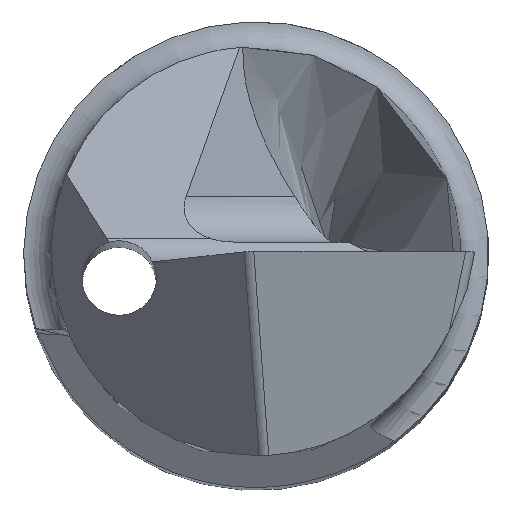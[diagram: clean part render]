
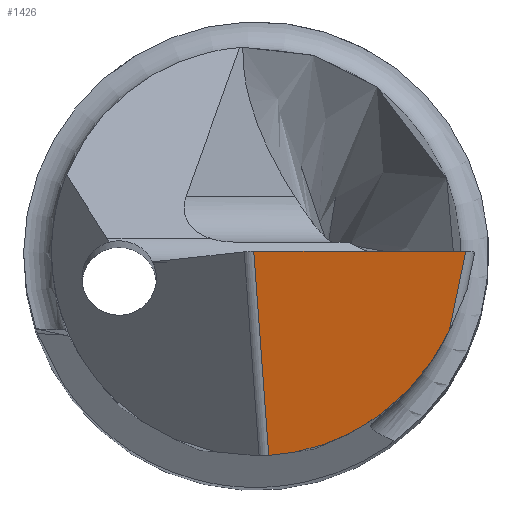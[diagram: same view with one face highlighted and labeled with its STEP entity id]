
A CAD part, top view. The second image highlights one B-rep face of the part: STEP entity #1426.
In plain terms, the highlighted planar face has unit normal (-0.004, -0.174, 0.985).
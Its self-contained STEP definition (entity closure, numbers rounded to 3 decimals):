
#17 = CARTESIAN_POINT ( 'NONE',  ( -0.026, -0.003, 41.994 ) ) ;
#45 = CARTESIAN_POINT ( 'NONE',  ( 0.981, -1.969, 41.651 ) ) ;
#73 = AXIS2_PLACEMENT_3D ( 'NONE', #706, #581, #910 ) ;
#96 = CARTESIAN_POINT ( 'NONE',  ( 0.135, -2.196, 41.608 ) ) ;
#98 = EDGE_CURVE ( 'NONE', #858, #1263, #553, .T. ) ;
#224 = VERTEX_POINT ( 'NONE', #899 ) ;
#229 = CARTESIAN_POINT ( 'NONE',  ( 1.464, -1.728, 41.696 ) ) ;
#249 = CARTESIAN_POINT ( 'NONE',  ( 0.716, -2.101, 41.627 ) ) ;
#256 = CARTESIAN_POINT ( 'NONE',  ( 0.135, -2.196, 41.608 ) ) ;
#276 = ORIENTED_EDGE ( 'NONE', *, *, #98, .F. ) ;
#299 = EDGE_CURVE ( 'NONE', #1263, #811, #612, .T. ) ;
#312 = CARTESIAN_POINT ( 'NONE',  ( -0.033, 0.098, 42.011 ) ) ;
#319 = CARTESIAN_POINT ( 'NONE',  ( 2.183, -0.34, 41.944 ) ) ;
#390 = CARTESIAN_POINT ( 'NONE',  ( 0.43, -2.178, 41.612 ) ) ;
#440 = DIRECTION ( 'NONE',  ( 0.072, -0.982, -0.173 ) ) ;
#498 = ORIENTED_EDGE ( 'NONE', *, *, #1348, .T. ) ;
#544 = VERTEX_POINT ( 'NONE', #17 ) ;
#553 =( BOUNDED_CURVE ( )  B_SPLINE_CURVE ( 3, ( #1428, #771, #229, #794 ),
 .UNSPECIFIED., .F., .T. ) 
 B_SPLINE_CURVE_WITH_KNOTS ( ( 4, 4 ),
 ( 5.134, 5.797 ),
 .UNSPECIFIED. ) 
 CURVE ( )  GEOMETRIC_REPRESENTATION_ITEM ( )  RATIONAL_B_SPLINE_CURVE ( ( 1., 0.964, 0.964, 1. ) ) 
 REPRESENTATION_ITEM ( '' )  );
#561 = ORIENTED_EDGE ( 'NONE', *, *, #299, .F. ) ;
#575 = PLANE ( 'NONE',  #73 ) ;
#581 = DIRECTION ( 'NONE',  ( -0.004, -0.174, 0.985 ) ) ;
#612 =( BOUNDED_CURVE ( )  B_SPLINE_CURVE ( 3, ( #713, #249, #390, #256 ),
 .UNSPECIFIED., .F., .T. ) 
 B_SPLINE_CURVE_WITH_KNOTS ( ( 4, 4 ),
 ( 5.797, 6.197 ),
 .UNSPECIFIED. ) 
 CURVE ( )  GEOMETRIC_REPRESENTATION_ITEM ( )  RATIONAL_B_SPLINE_CURVE ( ( 1., 0.987, 0.987, 1. ) ) 
 REPRESENTATION_ITEM ( '' )  );
#631 = VECTOR ( 'NONE', #440, 1000. ) ;
#646 = LINE ( 'NONE', #312, #631 ) ;
#651 = CARTESIAN_POINT ( 'NONE',  ( 0., -0.003, 41.994 ) ) ;
#671 = EDGE_LOOP ( 'NONE', ( #498, #979, #1388, #561, #276 ) ) ;
#706 = CARTESIAN_POINT ( 'NONE',  ( 0., 0.1, 42.012 ) ) ;
#713 = CARTESIAN_POINT ( 'NONE',  ( 0.981, -1.969, 41.651 ) ) ;
#771 = CARTESIAN_POINT ( 'NONE',  ( 1.843, -1.343, 41.765 ) ) ;
#786 = DIRECTION ( 'NONE',  ( 0.2, 0.965, 0.171 ) ) ;
#794 = CARTESIAN_POINT ( 'NONE',  ( 0.981, -1.969, 41.651 ) ) ;
#804 = EDGE_CURVE ( 'NONE', #544, #811, #646, .T. ) ;
#811 = VERTEX_POINT ( 'NONE', #96 ) ;
#858 = VERTEX_POINT ( 'NONE', #1222 ) ;
#899 = CARTESIAN_POINT ( 'NONE',  ( 2.253, -0.002, 42.003 ) ) ;
#910 = DIRECTION ( 'NONE',  ( 0., -0.985, -0.174 ) ) ;
#979 = ORIENTED_EDGE ( 'NONE', *, *, #1272, .T. ) ;
#1022 = VECTOR ( 'NONE', #1310, 1000. ) ;
#1025 = FACE_OUTER_BOUND ( 'NONE', #671, .T. ) ;
#1111 = LINE ( 'NONE', #319, #1207 ) ;
#1207 = VECTOR ( 'NONE', #786, 1000. ) ;
#1220 = LINE ( 'NONE', #651, #1022 ) ;
#1222 = CARTESIAN_POINT ( 'NONE',  ( 2.076, -0.856, 41.852 ) ) ;
#1263 = VERTEX_POINT ( 'NONE', #45 ) ;
#1272 = EDGE_CURVE ( 'NONE', #224, #544, #1220, .T. ) ;
#1310 = DIRECTION ( 'NONE',  ( -1., 0., -0.004 ) ) ;
#1348 = EDGE_CURVE ( 'NONE', #858, #224, #1111, .T. ) ;
#1388 = ORIENTED_EDGE ( 'NONE', *, *, #804, .T. ) ;
#1426 = ADVANCED_FACE ( 'NONE', ( #1025 ), #575, .T. ) ;
#1428 = CARTESIAN_POINT ( 'NONE',  ( 2.076, -0.856, 41.852 ) ) ;
